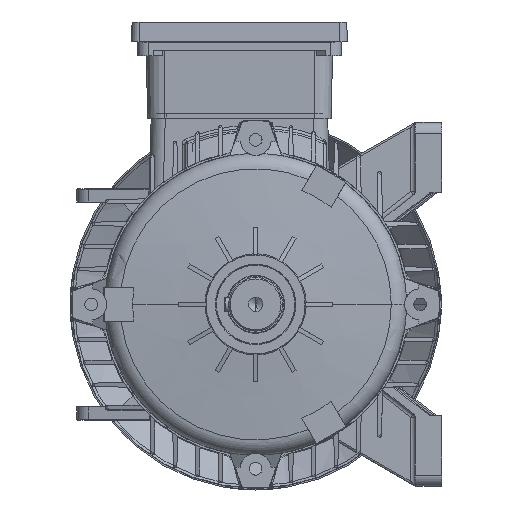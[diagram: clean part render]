
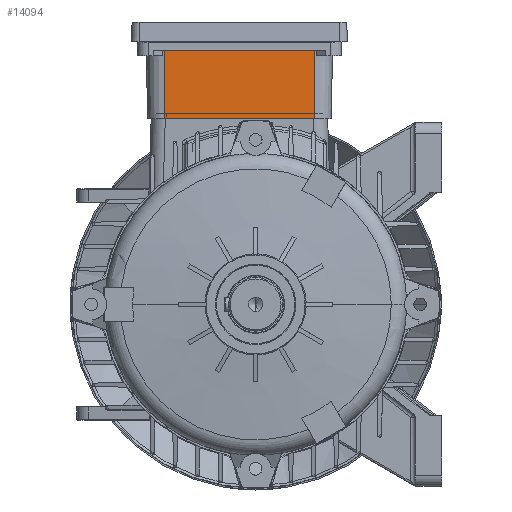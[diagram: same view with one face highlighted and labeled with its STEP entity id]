
A CAD part, left-side view. The second image highlights one B-rep face of the part: STEP entity #14094.
In plain terms, the highlighted face is planar.
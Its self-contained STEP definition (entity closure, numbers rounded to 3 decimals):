
#2417 = CARTESIAN_POINT ( 'NONE',  ( 12., 130., 0. ) ) ;
#2766 = EDGE_CURVE ( 'NONE', #130264, #38170, #63378, .T. ) ;
#5090 = VECTOR ( 'NONE', #114464, 1000. ) ;
#7377 = CARTESIAN_POINT ( 'NONE',  ( 118., 130., 0. ) ) ;
#10831 = DIRECTION ( 'NONE',  ( 0., 0.021, 1. ) ) ;
#12421 = LINE ( 'NONE', #37944, #79679 ) ;
#14094 = ADVANCED_FACE ( 'NONE', ( #34051 ), #102251, .T. ) ;
#18841 = CARTESIAN_POINT ( 'NONE',  ( 12., 131.016, 48.5 ) ) ;
#23955 = EDGE_CURVE ( 'NONE', #38170, #147342, #105895, .T. ) ;
#26058 = EDGE_CURVE ( 'NONE', #130264, #127207, #12421, .T. ) ;
#31520 = ORIENTED_EDGE ( 'NONE', *, *, #23955, .T. ) ;
#32366 = CARTESIAN_POINT ( 'NONE',  ( 12., 130., 0. ) ) ;
#34051 = FACE_OUTER_BOUND ( 'NONE', #151440, .T. ) ;
#35642 = DIRECTION ( 'NONE',  ( -1., 0., 0. ) ) ;
#37944 = CARTESIAN_POINT ( 'NONE',  ( 12., 131.016, 48.5 ) ) ;
#38170 = VERTEX_POINT ( 'NONE', #152802 ) ;
#44266 = LINE ( 'NONE', #149595, #149467 ) ;
#62610 = DIRECTION ( 'NONE',  ( 0., -0.021, -1. ) ) ;
#63378 = LINE ( 'NONE', #7377, #140830 ) ;
#79679 = VECTOR ( 'NONE', #35642, 1000. ) ;
#82031 = DIRECTION ( 'NONE',  ( 0., 1., -0.021 ) ) ;
#89187 = ORIENTED_EDGE ( 'NONE', *, *, #2766, .T. ) ;
#102251 = PLANE ( 'NONE',  #127813 ) ;
#105312 = CARTESIAN_POINT ( 'NONE',  ( 12., 130., 0. ) ) ;
#105895 = LINE ( 'NONE', #32366, #5090 ) ;
#114005 = DIRECTION ( 'NONE',  ( 0., -0.021, -1. ) ) ;
#114464 = DIRECTION ( 'NONE',  ( -1., 0., 0. ) ) ;
#115809 = ORIENTED_EDGE ( 'NONE', *, *, #151176, .F. ) ;
#127207 = VERTEX_POINT ( 'NONE', #18841 ) ;
#127813 = AXIS2_PLACEMENT_3D ( 'NONE', #105312, #82031, #10831 ) ;
#130264 = VERTEX_POINT ( 'NONE', #147985 ) ;
#140830 = VECTOR ( 'NONE', #62610, 1000. ) ;
#147342 = VERTEX_POINT ( 'NONE', #2417 ) ;
#147985 = CARTESIAN_POINT ( 'NONE',  ( 118., 131.016, 48.5 ) ) ;
#149467 = VECTOR ( 'NONE', #114005, 1000. ) ;
#149595 = CARTESIAN_POINT ( 'NONE',  ( 12., 130., 0. ) ) ;
#151176 = EDGE_CURVE ( 'NONE', #127207, #147342, #44266, .T. ) ;
#151440 = EDGE_LOOP ( 'NONE', ( #31520, #115809, #151980, #89187 ) ) ;
#151980 = ORIENTED_EDGE ( 'NONE', *, *, #26058, .F. ) ;
#152802 = CARTESIAN_POINT ( 'NONE',  ( 118., 130., 0. ) ) ;
